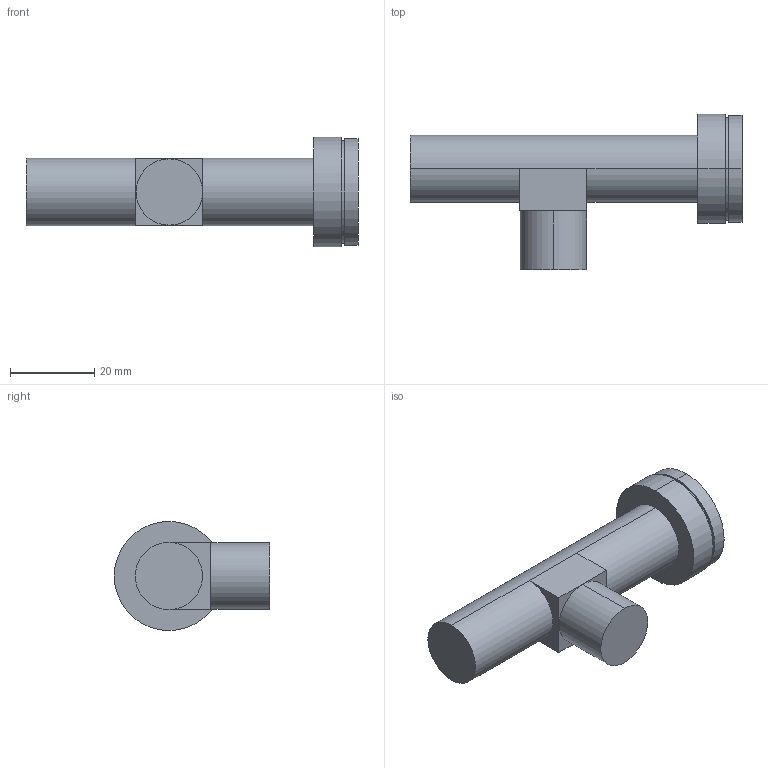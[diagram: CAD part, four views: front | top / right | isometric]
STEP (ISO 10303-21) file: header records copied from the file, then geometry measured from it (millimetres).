
FILE_DESCRIPTION (( 'STEP AP203' ), '1' );
FILE_NAME ('WWL30-65C STEPͼ.STEP', '2019-11-04T01:24:13', ( '' ), ( '' ), 'SwSTEP 2.0', 'SolidWorks 2014', '' );
FILE_SCHEMA (( 'CONFIG_CONTROL_DESIGN' ));
Length unit declared in the file: millimetre
Products named in the file (1): WWL30-65C STEPͼ
Bounding box: 79 x 37 x 26 mm (x, y, z)
Volume: 22915.8 mm3; surface area: 6418.6 mm2
Topology: 1 solids, 1 shells, 22 faces, 44 edges, 28 vertices
Faces by surface type: cylinder 11, plane 11
Entity records: 655 total; most frequent: DIRECTION 112, CARTESIAN_POINT 95, ORIENTED_EDGE 88, AXIS2_PLACEMENT_3D 45, EDGE_CURVE 44, VERTEX_POINT 28, EDGE_LOOP 26, ADVANCED_FACE 22
